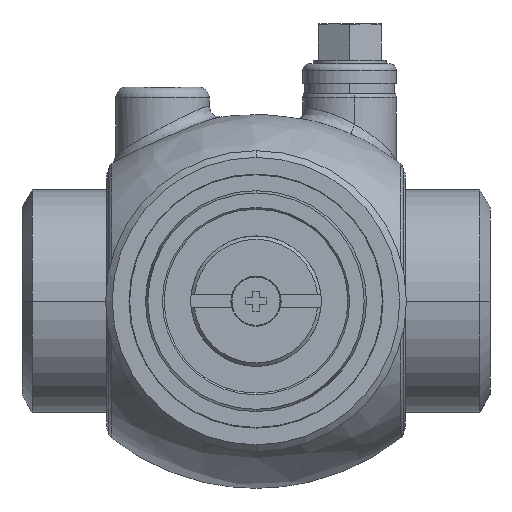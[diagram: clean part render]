
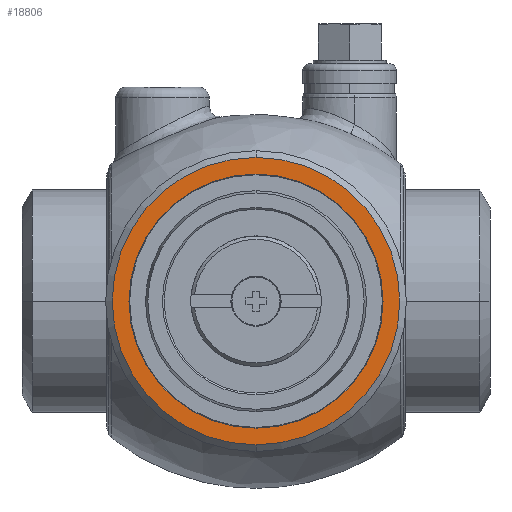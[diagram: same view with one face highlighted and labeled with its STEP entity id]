
A CAD part, front view. The second image highlights one B-rep face of the part: STEP entity #18806.
In plain terms, the highlighted planar face has unit normal (0, -1, 0).
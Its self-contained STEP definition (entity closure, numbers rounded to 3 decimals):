
#3357=CARTESIAN_POINT('',(0.,-39.,0.));
#3358=DIRECTION('',(0.,-1.,0.));
#3359=DIRECTION('',(0.,0.,-1.));
#3360=AXIS2_PLACEMENT_3D('',#3357,#3358,#3359);
#3362=CARTESIAN_POINT('',(0.,-39.,0.));
#3363=DIRECTION('',(0.,1.,0.));
#3364=DIRECTION('',(0.,0.,-1.));
#3365=AXIS2_PLACEMENT_3D('',#3362,#3363,#3364);
#3367=CARTESIAN_POINT('',(0.,-39.,0.));
#3368=DIRECTION('',(0.,-1.,0.));
#3369=DIRECTION('',(1.,0.,0.));
#3370=AXIS2_PLACEMENT_3D('',#3367,#3368,#3369);
#3372=CARTESIAN_POINT('',(0.,-39.,0.));
#3373=DIRECTION('',(0.,-1.,0.));
#3374=DIRECTION('',(-1.,0.,0.));
#3375=AXIS2_PLACEMENT_3D('',#3372,#3373,#3374);
#12667=CARTESIAN_POINT('',(0.,-39.,-21.5));
#12669=VERTEX_POINT('',#12667);
#12671=CARTESIAN_POINT('',(0.,-39.,21.5));
#12673=VERTEX_POINT('',#12671);
#12759=CARTESIAN_POINT('',(19.,-39.,0.));
#12760=CARTESIAN_POINT('',(-19.,-39.,0.));
#12761=VERTEX_POINT('',#12759);
#12762=VERTEX_POINT('',#12760);
#18790=CARTESIAN_POINT('',(0.,-39.,0.));
#18791=DIRECTION('',(0.,1.,0.));
#18792=DIRECTION('',(0.,0.,-1.));
#18793=AXIS2_PLACEMENT_3D('',#18790,#18791,#18792);
#18794=PLANE('',#18793);
#18796=ORIENTED_EDGE('',*,*,#18795,.F.);
#18798=ORIENTED_EDGE('',*,*,#18797,.T.);
#18799=EDGE_LOOP('',(#18796,#18798));
#18800=FACE_OUTER_BOUND('',#18799,.F.);
#18802=ORIENTED_EDGE('',*,*,#18801,.T.);
#18803=ORIENTED_EDGE('',*,*,#18780,.T.);
#18804=EDGE_LOOP('',(#18802,#18803));
#18805=FACE_BOUND('',#18804,.F.);
#18806=ADVANCED_FACE('',(#18800,#18805),#18794,.F.);
#3361=CIRCLE('',#3360,21.5);
#3366=CIRCLE('',#3365,21.5);
#3371=CIRCLE('',#3370,19.);
#3376=CIRCLE('',#3375,19.);
#18780=EDGE_CURVE('',#12762,#12761,#3376,.T.);
#18795=EDGE_CURVE('',#12669,#12673,#3361,.T.);
#18797=EDGE_CURVE('',#12669,#12673,#3366,.T.);
#18801=EDGE_CURVE('',#12761,#12762,#3371,.T.);
